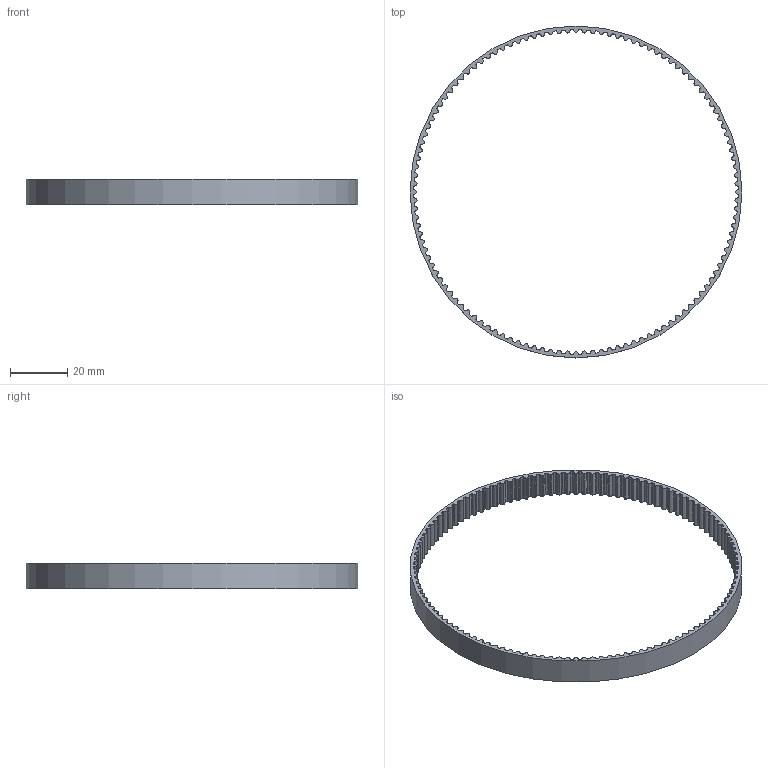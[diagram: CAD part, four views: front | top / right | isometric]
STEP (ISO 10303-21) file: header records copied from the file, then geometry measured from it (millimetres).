
FILE_DESCRIPTION(/* description */ (''),/* implementation_level */ '2;1');
FILE_NAME(/* name */ 'gt 2 3 mm costum belt_v1.step',/* time_stamp */ '2025-03-29T15:18:26+01:00',/* author */ (''),/* organization */ (''),/* preprocessor_version */ 'ST-DEVELOPER v20.1',/* originating_system */ 'Autodesk Translation Framework v14.4.0.0',/* authorisation */ '');
FILE_SCHEMA (('AUTOMOTIVE_DESIGN { 1 0 10303 214 3 1 1 }'));
Length unit declared in the file: millimetre
Products named in the file (1): gt 2 3 mm costum belt
Bounding box: 116.35 x 116.35 x 9 mm (x, y, z)
Volume: 5635.4 mm3; surface area: 8967.3 mm2
Topology: 1 solids, 1 shells, 723 faces, 2163 edges, 1442 vertices
Faces by surface type: cylinder 721, plane 2
Full cylindrical faces by diameter (mm): 116.35 x1
Entity records: 25296 total; most frequent: DIRECTION 5053, CARTESIAN_POINT 4329, ORIENTED_EDGE 4326, AXIS2_PLACEMENT_3D 2166, EDGE_CURVE 2163, CIRCLE 1442, VERTEX_POINT 1442, EDGE_LOOP 725
